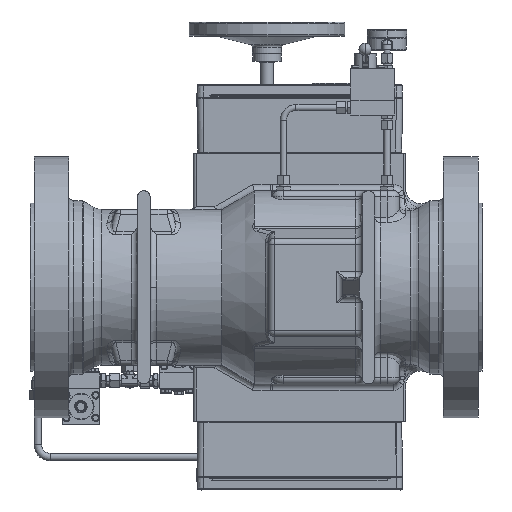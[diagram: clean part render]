
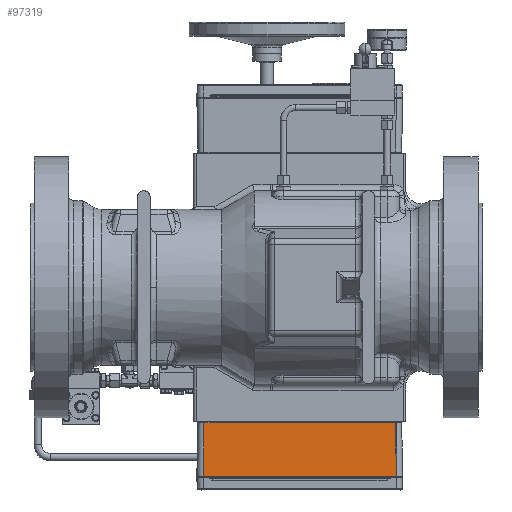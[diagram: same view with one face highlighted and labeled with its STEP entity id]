
A CAD part, front view. The second image highlights one B-rep face of the part: STEP entity #97319.
In plain terms, the highlighted planar face has unit normal (0, -1, 0.017).
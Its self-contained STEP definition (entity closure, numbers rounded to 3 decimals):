
#348 = VERTEX_POINT ( 'NONE', #5310 ) ;
#3441 = DIRECTION ( 'NONE',  ( 0., -0.017, -1. ) ) ;
#5310 = CARTESIAN_POINT ( 'NONE',  ( 593.534, 26.467, -216.967 ) ) ;
#6175 = DIRECTION ( 'NONE',  ( -0.017, 0.017, 1. ) ) ;
#14473 = LINE ( 'NONE', #109515, #109785 ) ;
#14716 = VERTEX_POINT ( 'NONE', #85222 ) ;
#27182 = EDGE_CURVE ( 'Defeature ausgef�hrt2_1903+Defeature ausgef�hrt2_1893+Defeature ausgef�hrt2_1914+Defeature ausgef�hrt2_1890', #52412, #14716, #119539, .T. ) ;
#33688 = DIRECTION ( 'NONE',  ( 0., -1., 0.017 ) ) ;
#34441 = VECTOR ( 'NONE', #78387, 1000. ) ;
#38086 = CARTESIAN_POINT ( 'NONE',  ( 594.972, 25.03, -303.212 ) ) ;
#40341 = VECTOR ( 'NONE', #133303, 1000. ) ;
#45408 = PLANE ( 'NONE',  #60616 ) ;
#51426 = EDGE_LOOP ( 'NONE', ( #57098, #56589, #75881, #64417 ) ) ;
#52412 = VERTEX_POINT ( 'NONE', #89410 ) ;
#56589 = ORIENTED_EDGE ( 'NONE', *, *, #108575, .T. ) ;
#56831 = DIRECTION ( 'NONE',  ( 1., 0., 0. ) ) ;
#57098 = ORIENTED_EDGE ( 'NONE', *, *, #27182, .T. ) ;
#57195 = CARTESIAN_POINT ( 'NONE',  ( 275., 25.03, -303.212 ) ) ;
#60616 = AXIS2_PLACEMENT_3D ( 'NONE', #96904, #33688, #3441 ) ;
#60796 = VERTEX_POINT ( 'NONE', #38086 ) ;
#64417 = ORIENTED_EDGE ( 'NONE', *, *, #97860, .F. ) ;
#69771 = LINE ( 'NONE', #120044, #94065 ) ;
#75881 = ORIENTED_EDGE ( 'NONE', *, *, #112198, .T. ) ;
#78387 = DIRECTION ( 'NONE',  ( 1., 0., 0. ) ) ;
#85222 = CARTESIAN_POINT ( 'NONE',  ( 285.028, 25.03, -303.212 ) ) ;
#89410 = CARTESIAN_POINT ( 'NONE',  ( 286.466, 26.467, -216.967 ) ) ;
#94065 = VECTOR ( 'NONE', #56831, 1000. ) ;
#95908 = LINE ( 'NONE', #57195, #34441 ) ;
#96904 = CARTESIAN_POINT ( 'NONE',  ( 275., 25., -305. ) ) ;
#97319 = ADVANCED_FACE ( 'Defeature ausgef�hrt2_1903', ( #100654 ), #45408, .T. ) ;
#97860 = EDGE_CURVE ( 'Defeature ausgef�hrt2_1914+Defeature ausgef�hrt2_1903+Defeature ausgef�hrt2_1904+Defeature ausgef�hrt2_1902', #52412, #348, #69771, .T. ) ;
#100654 = FACE_OUTER_BOUND ( 'NONE', #51426, .T. ) ;
#108575 = EDGE_CURVE ( 'Defeature ausgef�hrt2_1903+Defeature ausgef�hrt2_1890+Defeature ausgef�hrt2_1893+Defeature ausgef�hrt2_1889', #14716, #60796, #95908, .T. ) ;
#109515 = CARTESIAN_POINT ( 'NONE',  ( 594.972, 25.03, -303.212 ) ) ;
#109785 = VECTOR ( 'NONE', #6175, 1000. ) ;
#112120 = CARTESIAN_POINT ( 'NONE',  ( 286.466, 26.467, -216.967 ) ) ;
#112198 = EDGE_CURVE ( 'Defeature ausgef�hrt2_1903+Defeature ausgef�hrt2_1889+Defeature ausgef�hrt2_1890+Defeature ausgef�hrt2_1914', #60796, #348, #14473, .T. ) ;
#119539 = LINE ( 'NONE', #112120, #40341 ) ;
#120044 = CARTESIAN_POINT ( 'NONE',  ( 275., 26.467, -216.967 ) ) ;
#133303 = DIRECTION ( 'NONE',  ( -0.017, -0.017, -1. ) ) ;
